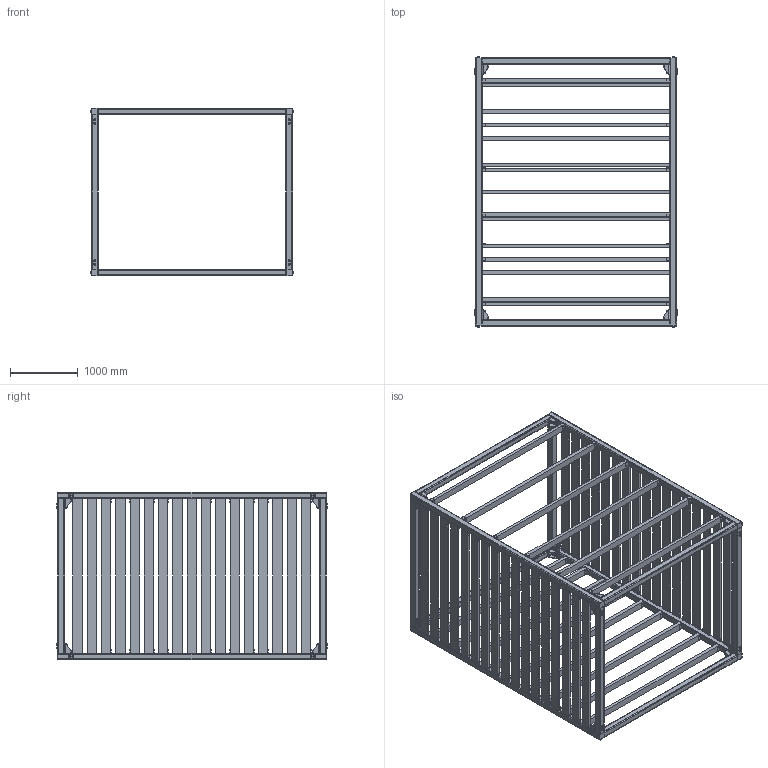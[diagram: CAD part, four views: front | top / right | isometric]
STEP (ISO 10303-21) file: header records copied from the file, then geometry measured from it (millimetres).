
FILE_DESCRIPTION(('FreeCAD Model'),'2;1');
FILE_NAME('Open CASCADE Shape Model','2025-04-26T00:26:32',('FreeCAD'),( 'FreeCAD'),'Open CASCADE STEP processor 7.6','FreeCAD','Unknown');
FILE_SCHEMA(('AUTOMOTIVE_DESIGN { 1 0 10303 214 1 1 1 1 }'));
Products named in the file (1): Open CASCADE STEP translator 7.6 1
Bounding box: 3004.53 x 3997.43 x 2482.26 mm (x, y, z)
Volume: 562172511.9 mm3; surface area: 68489845 mm2
Topology: 311 solids, 311 shells, 4794 faces, 10500 edges, 6328 vertices
Faces by surface type: bspline 4794
Entity records: 156910 total; most frequent: CARTESIAN_POINT 91465, ORIENTED_EDGE 21000, EDGE_CURVE 10500, B_SPLINE_CURVE_WITH_KNOTS 7636, VERTEX_POINT 6328, FACE_BOUND 5682, EDGE_LOOP 5682, ADVANCED_FACE 4794
